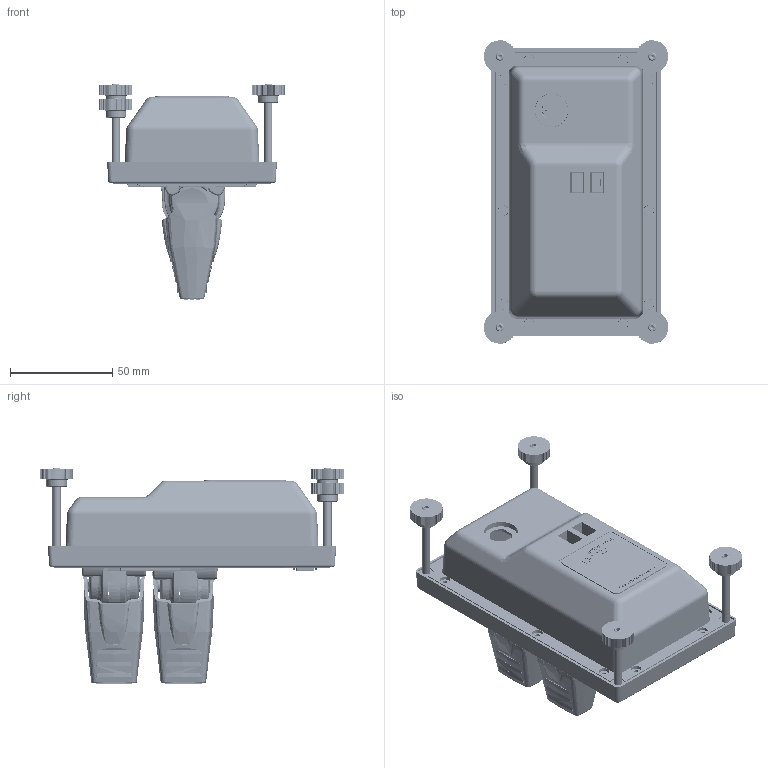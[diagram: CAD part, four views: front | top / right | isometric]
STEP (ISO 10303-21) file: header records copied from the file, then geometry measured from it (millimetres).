
FILE_DESCRIPTION(/* description */ ('Prop.ctrl. panel hyd, dual'),/* implementation_level */ '2;1');
FILE_NAME(/* name */ 'SM-139467.stp',/* time_stamp */ '2018-06-07T08:18:16+02:00',/* author */ ('elvira'),/* organization */ (''),/* preprocessor_version */ 'ST-DEVELOPER v17',/* originating_system */ 'Autodesk Inventor 2018',/* authorisation */ '');
FILE_SCHEMA (('AUTOMOTIVE_DESIGN { 1 0 10303 214 3 1 1 }'));
Products named in the file (1): SM-139466
Bounding box: 90.71 x 148.71 x 105.65 mm (x, y, z)
Volume: 156039.4 mm3; surface area: 126409.4 mm2
Topology: 1 solids, 1 shells, 5649 faces, 15652 edges, 9991 vertices
Faces by surface type: plane 2270, cylinder 1839, bspline 1080, cone 192, sphere 148, torus 120
Full cylindrical faces by diameter (mm): 1 x8, 1.5 x4, 1.75 x15, 2 x24, 2.3 x10, 4 x6, 4.4 x5, 6 x2, 6.75 x4, 6.9 x2, 10 x4, 15 x2
Entity records: 225667 total; most frequent: CARTESIAN_POINT 82075, ORIENTED_EDGE 31016, DIRECTION 25923, EDGE_CURVE 15508, VERTEX_POINT 9989, AXIS2_PLACEMENT_3D 9240, LINE 7443, VECTOR 7443
